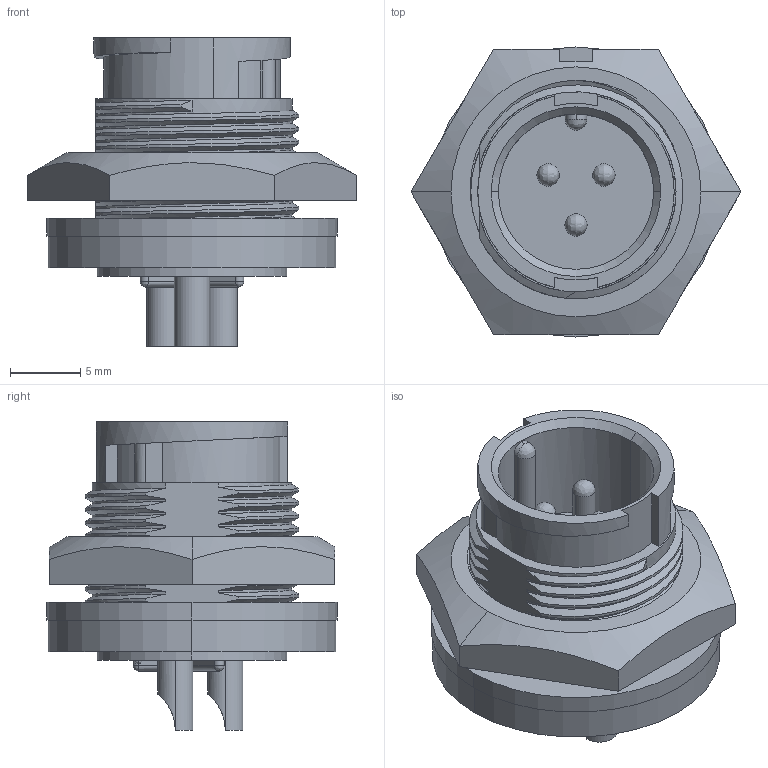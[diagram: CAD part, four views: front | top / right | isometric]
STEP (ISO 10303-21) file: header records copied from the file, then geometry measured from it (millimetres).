
FILE_DESCRIPTION (( 'STEP AP203' ), '1' );
FILE_NAME ('7382-3PG-300.STEP', '2014-05-14T16:38:11', ( '' ), ( '' ), 'SwSTEP 2.0', 'SolidWorks 2014', '' );
FILE_SCHEMA (( 'CONFIG_CONTROL_DESIGN' ));
Length unit declared in the file: inch
Products named in the file (1): 7382-3PG-300
Bounding box: 23.46 x 20.62 x 21.92 mm (x, y, z)
Volume: 3136.5 mm3; surface area: 2985.2 mm2
Topology: 2 solids, 2 shells, 164 faces, 442 edges, 277 vertices
Faces by surface type: cylinder 72, plane 47, bspline 41, cone 4
Entity records: 15495 total; most frequent: CARTESIAN_POINT 11867, ORIENTED_EDGE 848, DIRECTION 612, EDGE_CURVE 424, VERTEX_POINT 277, AXIS2_PLACEMENT_3D 212, VECTOR 188, LINE 188
